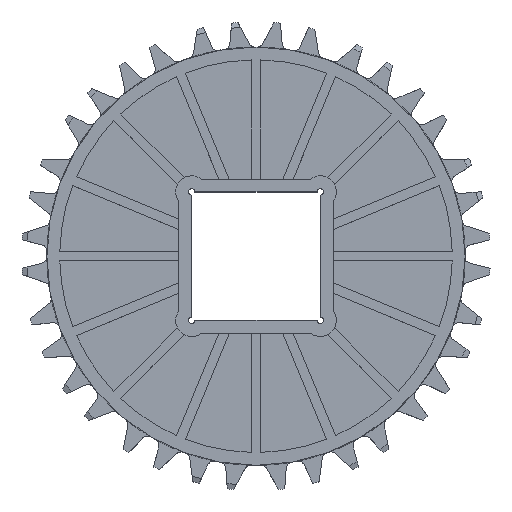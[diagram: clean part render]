
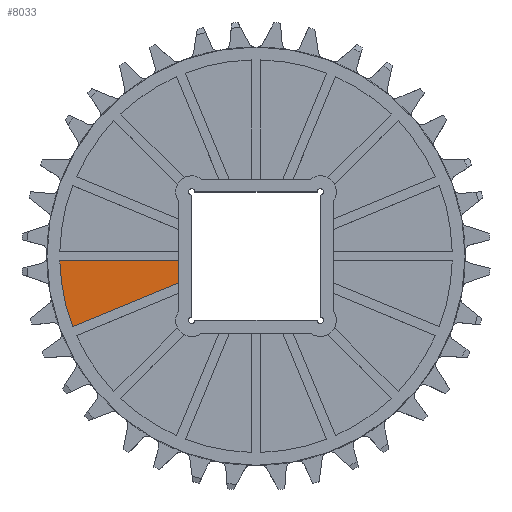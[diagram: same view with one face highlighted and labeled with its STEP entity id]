
A CAD part, top view. The second image highlights one B-rep face of the part: STEP entity #8033.
In plain terms, the highlighted planar face has unit normal (0, 0, 1).
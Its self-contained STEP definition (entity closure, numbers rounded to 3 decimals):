
#553 = DIRECTION ( 'NONE',  ( 0.383, -0.924, 0. ) ) ;
#848 = ORIENTED_EDGE ( 'NONE', *, *, #14576, .T. ) ;
#1409 = LINE ( 'NONE', #7104, #6010 ) ;
#1500 = VERTEX_POINT ( 'NONE', #11596 ) ;
#1934 = ORIENTED_EDGE ( 'NONE', *, *, #9091, .T. ) ;
#2613 = DIRECTION ( 'NONE',  ( -1., 0., 0. ) ) ;
#2857 = DIRECTION ( 'NONE',  ( 0.383, -0.924, 0. ) ) ;
#3547 = EDGE_LOOP ( 'NONE', ( #15374, #848, #1934, #15876 ) ) ;
#4090 = CARTESIAN_POINT ( 'NONE',  ( -24., -8.318, 2.5 ) ) ;
#4242 = AXIS2_PLACEMENT_3D ( 'NONE', #11021, #9923, #2857 ) ;
#6010 = VECTOR ( 'NONE', #12691, 1000. ) ;
#7104 = CARTESIAN_POINT ( 'NONE',  ( -24., 0., 2.5 ) ) ;
#7361 = EDGE_CURVE ( 'NONE', #8785, #13442, #8781, .T. ) ;
#7763 = VECTOR ( 'NONE', #2613, 1000. ) ;
#7804 = FACE_OUTER_BOUND ( 'NONE', #3547, .T. ) ;
#8033 = ADVANCED_FACE ( 'NONE', ( #7804 ), #11916, .F. ) ;
#8781 = LINE ( 'NONE', #8961, #9741 ) ;
#8785 = VERTEX_POINT ( 'NONE', #14522 ) ;
#8961 = CARTESIAN_POINT ( 'NONE',  ( -14.502, -4.383, 2.5 ) ) ;
#9091 = EDGE_CURVE ( 'NONE', #9795, #8785, #11828, .T. ) ;
#9263 = CARTESIAN_POINT ( 'NONE',  ( 0., 0., 2.5 ) ) ;
#9741 = VECTOR ( 'NONE', #14555, 1000. ) ;
#9795 = VERTEX_POINT ( 'NONE', #16125 ) ;
#9923 = DIRECTION ( 'NONE',  ( 0., 0., 1. ) ) ;
#11021 = CARTESIAN_POINT ( 'NONE',  ( 0., 0., 2.5 ) ) ;
#11053 = CARTESIAN_POINT ( 'NONE',  ( -15.076, -1.5, 2.5 ) ) ;
#11596 = CARTESIAN_POINT ( 'NONE',  ( -24., -1.5, 2.5 ) ) ;
#11828 = CIRCLE ( 'NONE', #4242, 61.105 ) ;
#11916 = PLANE ( 'NONE',  #14135 ) ;
#12691 = DIRECTION ( 'NONE',  ( 0., -1., 0. ) ) ;
#13442 = VERTEX_POINT ( 'NONE', #4090 ) ;
#14135 = AXIS2_PLACEMENT_3D ( 'NONE', #9263, #16141, #553 ) ;
#14522 = CARTESIAN_POINT ( 'NONE',  ( -57.011, -21.991, 2.5 ) ) ;
#14555 = DIRECTION ( 'NONE',  ( 0.924, 0.383, 0. ) ) ;
#14576 = EDGE_CURVE ( 'NONE', #1500, #9795, #18039, .T. ) ;
#14609 = EDGE_CURVE ( 'NONE', #1500, #13442, #1409, .T. ) ;
#15374 = ORIENTED_EDGE ( 'NONE', *, *, #14609, .F. ) ;
#15876 = ORIENTED_EDGE ( 'NONE', *, *, #7361, .T. ) ;
#16125 = CARTESIAN_POINT ( 'NONE',  ( -61.087, -1.5, 2.5 ) ) ;
#16141 = DIRECTION ( 'NONE',  ( 0., 0., -1. ) ) ;
#18039 = LINE ( 'NONE', #11053, #7763 ) ;
